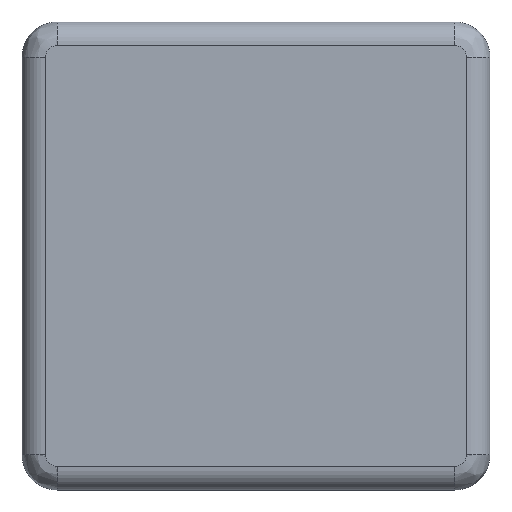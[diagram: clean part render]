
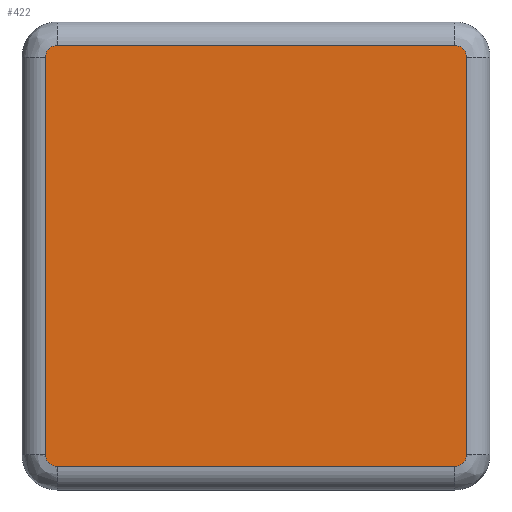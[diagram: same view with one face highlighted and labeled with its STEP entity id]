
A CAD part, top view. The second image highlights one B-rep face of the part: STEP entity #422.
In plain terms, the highlighted planar face has unit normal (0, 0, 1).
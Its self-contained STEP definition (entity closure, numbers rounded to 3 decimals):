
#28=PLANE('',#511);
#62=FACE_OUTER_BOUND('',#88,.T.);
#88=EDGE_LOOP('',(#366,#367,#368,#369,#370,#371,#372,#373));
#112=CIRCLE('',#489,1.);
#116=CIRCLE('',#493,1.);
#120=CIRCLE('',#499,1.);
#124=CIRCLE('',#503,1.);
#135=LINE('',#711,#161);
#137=LINE('',#747,#163);
#140=LINE('',#754,#166);
#142=LINE('',#785,#168);
#161=VECTOR('',#576,10.);
#163=VECTOR('',#596,10.);
#166=VECTOR('',#603,10.);
#168=VECTOR('',#619,10.);
#197=VERTEX_POINT('',#708);
#198=VERTEX_POINT('',#710);
#201=VERTEX_POINT('',#725);
#202=VERTEX_POINT('',#738);
#205=VERTEX_POINT('',#745);
#206=VERTEX_POINT('',#750);
#209=VERTEX_POINT('',#765);
#210=VERTEX_POINT('',#778);
#241=EDGE_CURVE('',#197,#198,#135,.T.);
#245=EDGE_CURVE('',#201,#197,#112,.T.);
#249=EDGE_CURVE('',#198,#202,#116,.T.);
#251=EDGE_CURVE('',#205,#201,#137,.T.);
#255=EDGE_CURVE('',#202,#206,#140,.T.);
#257=EDGE_CURVE('',#209,#205,#120,.T.);
#261=EDGE_CURVE('',#206,#210,#124,.T.);
#263=EDGE_CURVE('',#210,#209,#142,.T.);
#366=ORIENTED_EDGE('',*,*,#241,.F.);
#367=ORIENTED_EDGE('',*,*,#245,.F.);
#368=ORIENTED_EDGE('',*,*,#251,.F.);
#369=ORIENTED_EDGE('',*,*,#257,.F.);
#370=ORIENTED_EDGE('',*,*,#263,.F.);
#371=ORIENTED_EDGE('',*,*,#261,.F.);
#372=ORIENTED_EDGE('',*,*,#255,.F.);
#373=ORIENTED_EDGE('',*,*,#249,.F.);
#422=ADVANCED_FACE('',(#62),#28,.T.);
#489=AXIS2_PLACEMENT_3D('',#727,#582,#583);
#493=AXIS2_PLACEMENT_3D('',#742,#590,#591);
#499=AXIS2_PLACEMENT_3D('',#767,#606,#607);
#503=AXIS2_PLACEMENT_3D('',#782,#614,#615);
#511=AXIS2_PLACEMENT_3D('',#804,#639,#640);
#576=DIRECTION('',(0.,1.,0.));
#582=DIRECTION('center_axis',(0.,0.,-1.));
#583=DIRECTION('ref_axis',(-0.707,-0.707,0.));
#590=DIRECTION('center_axis',(0.,0.,-1.));
#591=DIRECTION('ref_axis',(-0.707,0.707,0.));
#596=DIRECTION('',(-1.,0.,0.));
#603=DIRECTION('',(1.,0.,0.));
#606=DIRECTION('center_axis',(0.,0.,-1.));
#607=DIRECTION('ref_axis',(0.707,-0.707,0.));
#614=DIRECTION('center_axis',(0.,0.,-1.));
#615=DIRECTION('ref_axis',(0.707,0.707,0.));
#619=DIRECTION('',(0.,-1.,0.));
#639=DIRECTION('center_axis',(0.,0.,1.));
#640=DIRECTION('ref_axis',(1.,0.,0.));
#708=CARTESIAN_POINT('',(-18.,-17.,2.5));
#710=CARTESIAN_POINT('',(-18.,17.,2.5));
#711=CARTESIAN_POINT('',(-18.,-8.5,2.5));
#725=CARTESIAN_POINT('',(-17.,-18.,2.5));
#727=CARTESIAN_POINT('Origin',(-17.,-17.,2.5));
#738=CARTESIAN_POINT('',(-17.,18.,2.5));
#742=CARTESIAN_POINT('Origin',(-17.,17.,2.5));
#745=CARTESIAN_POINT('',(17.,-18.,2.5));
#747=CARTESIAN_POINT('',(8.5,-18.,2.5));
#750=CARTESIAN_POINT('',(17.,18.,2.5));
#754=CARTESIAN_POINT('',(-8.5,18.,2.5));
#765=CARTESIAN_POINT('',(18.,-17.,2.5));
#767=CARTESIAN_POINT('Origin',(17.,-17.,2.5));
#778=CARTESIAN_POINT('',(18.,17.,2.5));
#782=CARTESIAN_POINT('Origin',(17.,17.,2.5));
#785=CARTESIAN_POINT('',(18.,8.5,2.5));
#804=CARTESIAN_POINT('Origin',(0.,0.,
2.5));
